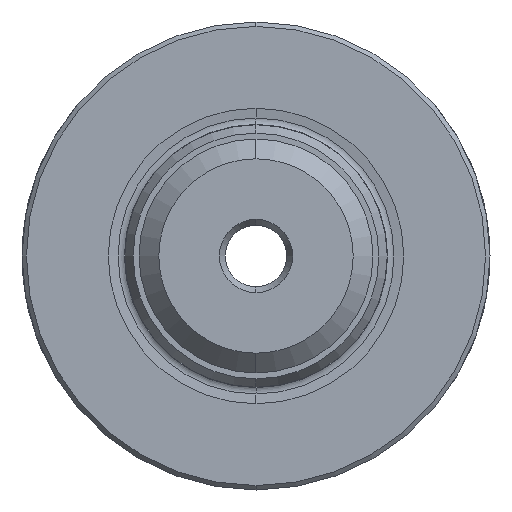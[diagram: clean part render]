
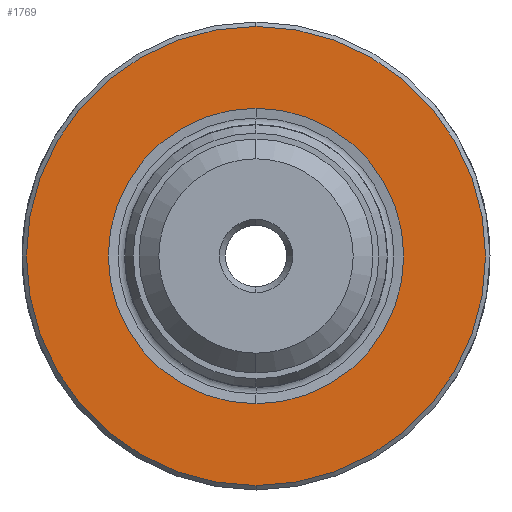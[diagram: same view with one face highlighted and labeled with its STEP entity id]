
A CAD part, left-side view. The second image highlights one B-rep face of the part: STEP entity #1769.
In plain terms, the highlighted planar face has unit normal (-1, 0, 0).
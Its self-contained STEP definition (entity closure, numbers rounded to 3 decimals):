
#23 = DIRECTION ( 'NONE',  ( 1., 0., 0. ) ) ;
#140 = AXIS2_PLACEMENT_3D ( 'NONE', #1678, #1045, #195 ) ;
#195 = DIRECTION ( 'NONE',  ( 0., 0., -1. ) ) ;
#231 = AXIS2_PLACEMENT_3D ( 'NONE', #1839, #1879, #1767 ) ;
#299 = VERTEX_POINT ( 'NONE', #719 ) ;
#301 = EDGE_CURVE ( 'NONE', #581, #701, #1590, .T. ) ;
#410 = PLANE ( 'NONE',  #1503 ) ;
#491 = CIRCLE ( 'NONE', #140, 10.103 ) ;
#534 = DIRECTION ( 'NONE',  ( -1., 0., 0. ) ) ;
#542 = CIRCLE ( 'NONE', #231, 15.7 ) ;
#581 = VERTEX_POINT ( 'NONE', #1475 ) ;
#617 = EDGE_CURVE ( 'NONE', #299, #1000, #1040, .T. ) ;
#662 = DIRECTION ( 'NONE',  ( 0., 0., -1. ) ) ;
#672 = CARTESIAN_POINT ( 'NONE',  ( 0., 0., 15.7 ) ) ;
#701 = VERTEX_POINT ( 'NONE', #672 ) ;
#703 = EDGE_CURVE ( 'NONE', #701, #581, #542, .T. ) ;
#719 = CARTESIAN_POINT ( 'NONE',  ( 0., 0., 10.103 ) ) ;
#728 = EDGE_CURVE ( 'NONE', #1000, #299, #491, .T. ) ;
#731 = AXIS2_PLACEMENT_3D ( 'NONE', #1115, #23, #662 ) ;
#738 = CARTESIAN_POINT ( 'NONE',  ( 0., 10.103, 0. ) ) ;
#749 = CARTESIAN_POINT ( 'NONE',  ( 0., 0., 0. ) ) ;
#754 = DIRECTION ( 'NONE',  ( 1., 0., 0. ) ) ;
#875 = ORIENTED_EDGE ( 'NONE', *, *, #301, .F. ) ;
#880 = ORIENTED_EDGE ( 'NONE', *, *, #703, .F. ) ;
#899 = ORIENTED_EDGE ( 'NONE', *, *, #617, .T. ) ;
#902 = ORIENTED_EDGE ( 'NONE', *, *, #728, .T. ) ;
#1000 = VERTEX_POINT ( 'NONE', #1785 ) ;
#1040 = CIRCLE ( 'NONE', #731, 10.103 ) ;
#1045 = DIRECTION ( 'NONE',  ( 1., 0., 0. ) ) ;
#1115 = CARTESIAN_POINT ( 'NONE',  ( 0., 0., 0. ) ) ;
#1125 = EDGE_LOOP ( 'NONE', ( #875, #880 ) ) ;
#1432 = DIRECTION ( 'NONE',  ( 0., 0., 1. ) ) ;
#1475 = CARTESIAN_POINT ( 'NONE',  ( 0., 0., -15.7 ) ) ;
#1503 = AXIS2_PLACEMENT_3D ( 'NONE', #738, #534, #1432 ) ;
#1507 = AXIS2_PLACEMENT_3D ( 'NONE', #749, #754, #1582 ) ;
#1535 = FACE_OUTER_BOUND ( 'NONE', #1125, .T. ) ;
#1582 = DIRECTION ( 'NONE',  ( 0., 0., -1. ) ) ;
#1590 = CIRCLE ( 'NONE', #1507, 15.7 ) ;
#1678 = CARTESIAN_POINT ( 'NONE',  ( 0., 0., 0. ) ) ;
#1685 = EDGE_LOOP ( 'NONE', ( #899, #902 ) ) ;
#1757 = FACE_BOUND ( 'NONE', #1685, .T. ) ;
#1767 = DIRECTION ( 'NONE',  ( 0., 0., -1. ) ) ;
#1769 = ADVANCED_FACE ( 'NONE', ( #1757, #1535 ), #410, .T. ) ;
#1785 = CARTESIAN_POINT ( 'NONE',  ( 0., 0., -10.103 ) ) ;
#1839 = CARTESIAN_POINT ( 'NONE',  ( 0., 0., 0. ) ) ;
#1879 = DIRECTION ( 'NONE',  ( 1., 0., 0. ) ) ;
